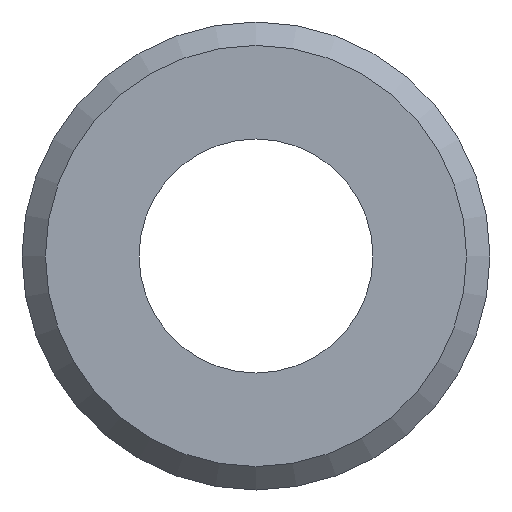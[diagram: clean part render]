
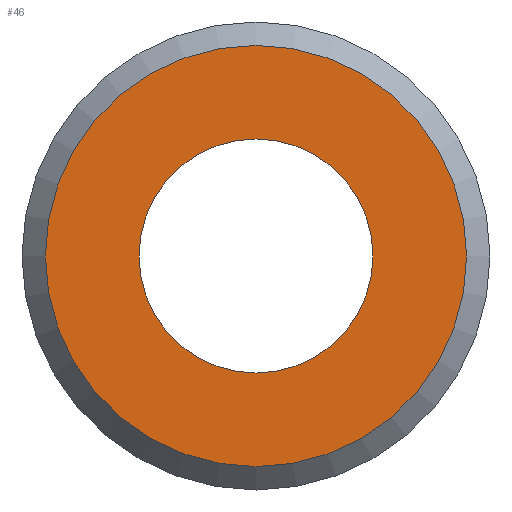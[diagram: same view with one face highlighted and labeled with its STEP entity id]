
A CAD part, front view. The second image highlights one B-rep face of the part: STEP entity #46.
In plain terms, the highlighted planar face has unit normal (0, -1, 0).
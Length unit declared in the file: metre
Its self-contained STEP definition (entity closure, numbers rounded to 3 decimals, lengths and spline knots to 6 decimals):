
#46 = ADVANCED_FACE( 'NONE', ( #99, #100 ), #101, .T. );
#99 = FACE_OUTER_BOUND( '', #162, .T. );
#100 = FACE_BOUND( '', #163, .T. );
#101 = PLANE( '', #164 );
#162 = EDGE_LOOP( '', ( #227 ) );
#163 = EDGE_LOOP( '', ( #228 ) );
#164 = AXIS2_PLACEMENT_3D( '', #229, #230, #231 );
#227 = ORIENTED_EDGE( '', *, *, #298, .T. );
#228 = ORIENTED_EDGE( '', *, *, #299, .F. );
#229 = CARTESIAN_POINT( '', ( 0.0018, 0., 0. ) );
#230 = DIRECTION( '', ( 0., -1., 0. ) );
#231 = DIRECTION( '', ( 0., 0., -1. ) );
#298 = EDGE_CURVE( 'NONE', #333, #333, #334, .T. );
#299 = EDGE_CURVE( 'NONE', #335, #335, #336, .T. );
#333 = VERTEX_POINT( '', #375 );
#334 = CIRCLE( '', #376, 0.0018 );
#335 = VERTEX_POINT( '', #377 );
#336 = CIRCLE( '', #378, 0.001 );
#375 = CARTESIAN_POINT( '', ( 0., 0., -0.0018 ) );
#376 = AXIS2_PLACEMENT_3D( '', #419, #420, #421 );
#377 = CARTESIAN_POINT( '', ( 0., 0., -0.001 ) );
#378 = AXIS2_PLACEMENT_3D( '', #422, #423, #424 );
#419 = CARTESIAN_POINT( '', ( 0., 0., 0. ) );
#420 = DIRECTION( '', ( 0., -1., 0. ) );
#421 = DIRECTION( '', ( 0., 0., -1. ) );
#422 = CARTESIAN_POINT( '', ( 0., 0., 0. ) );
#423 = DIRECTION( '', ( 0., -1., 0. ) );
#424 = DIRECTION( '', ( 0., 0., -1. ) );
